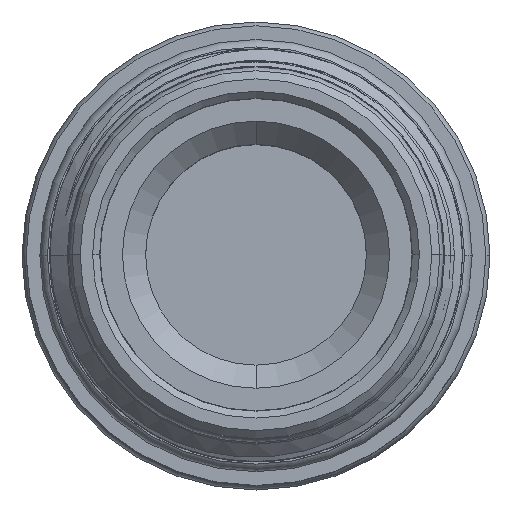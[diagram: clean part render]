
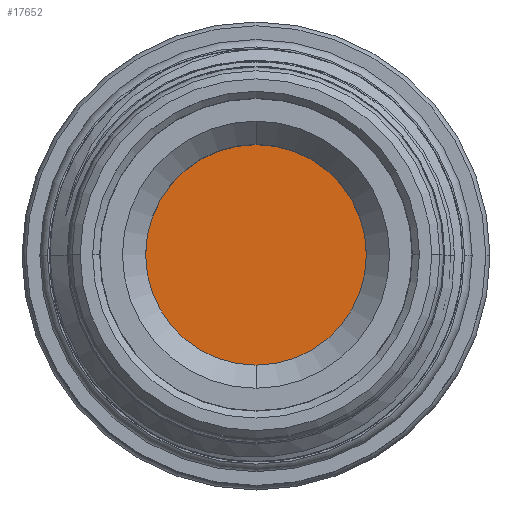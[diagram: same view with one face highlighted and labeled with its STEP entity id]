
A CAD part, top view. The second image highlights one B-rep face of the part: STEP entity #17652.
In plain terms, the highlighted planar face has unit normal (0, 0, 1).
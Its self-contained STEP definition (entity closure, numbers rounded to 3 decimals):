
#160 = CIRCLE ( 'NONE', #5446, 9.525 ) ;
#548 = DIRECTION ( 'NONE',  ( 0., 0., -1. ) ) ;
#1680 = AXIS2_PLACEMENT_3D ( 'NONE', #14227, #16813, #11301 ) ;
#2238 = FACE_OUTER_BOUND ( 'NONE', #3568, .T. ) ;
#2616 = DIRECTION ( 'NONE',  ( -1., 0., 0. ) ) ;
#3568 = EDGE_LOOP ( 'NONE', ( #17115, #17809 ) ) ;
#4614 = PLANE ( 'NONE',  #17137 ) ;
#5310 = DIRECTION ( 'NONE',  ( 0., 0., 1. ) ) ;
#5446 = AXIS2_PLACEMENT_3D ( 'NONE', #17748, #5310, #2616 ) ;
#5941 = VERTEX_POINT ( 'NONE', #14079 ) ;
#6789 = EDGE_CURVE ( 'NONE', #5941, #16820, #9306, .T. ) ;
#7309 = DIRECTION ( 'NONE',  ( -1., 0., 0. ) ) ;
#9306 = CIRCLE ( 'NONE', #1680, 9.525 ) ;
#9962 = CARTESIAN_POINT ( 'NONE',  ( 0., 0., 92.11 ) ) ;
#10106 = EDGE_CURVE ( 'NONE', #16820, #5941, #160, .T. ) ;
#11301 = DIRECTION ( 'NONE',  ( -1., 0., 0. ) ) ;
#14079 = CARTESIAN_POINT ( 'NONE',  ( 0., 9.525, 92.11 ) ) ;
#14227 = CARTESIAN_POINT ( 'NONE',  ( 0., 0., 92.11 ) ) ;
#16813 = DIRECTION ( 'NONE',  ( 0., 0., 1. ) ) ;
#16820 = VERTEX_POINT ( 'NONE', #17747 ) ;
#17115 = ORIENTED_EDGE ( 'NONE', *, *, #10106, .T. ) ;
#17137 = AXIS2_PLACEMENT_3D ( 'NONE', #9962, #548, #7309 ) ;
#17652 = ADVANCED_FACE ( 'NONE', ( #2238 ), #4614, .F. ) ;
#17747 = CARTESIAN_POINT ( 'NONE',  ( 0., -9.525, 92.11 ) ) ;
#17748 = CARTESIAN_POINT ( 'NONE',  ( 0., 0., 92.11 ) ) ;
#17809 = ORIENTED_EDGE ( 'NONE', *, *, #6789, .T. ) ;
